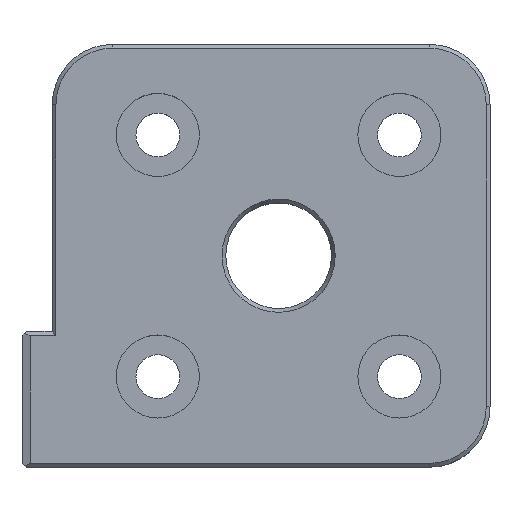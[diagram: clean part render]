
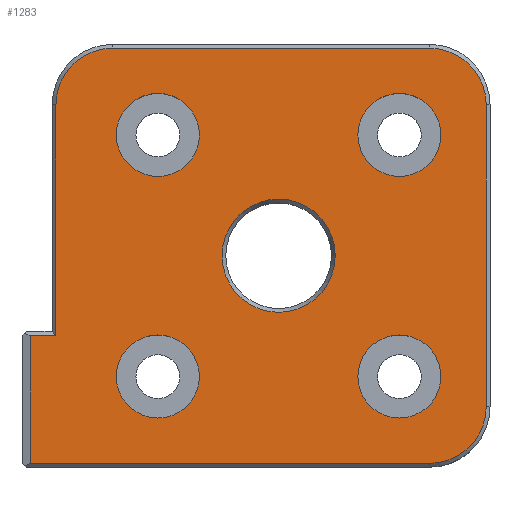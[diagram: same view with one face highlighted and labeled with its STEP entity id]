
A CAD part, top view. The second image highlights one B-rep face of the part: STEP entity #1283.
In plain terms, the highlighted planar face has unit normal (0, 0, 1).
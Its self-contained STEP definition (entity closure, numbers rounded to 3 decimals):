
#47=FACE_BOUND('',#226,.T.);
#48=FACE_BOUND('',#227,.T.);
#49=FACE_BOUND('',#228,.T.);
#50=FACE_BOUND('',#229,.T.);
#51=FACE_BOUND('',#230,.T.);
#74=CIRCLE('',#1380,3.75);
#75=CIRCLE('',#1381,3.75);
#76=CIRCLE('',#1382,3.75);
#77=CIRCLE('',#1383,3.75);
#78=CIRCLE('',#1384,2.75);
#79=CIRCLE('',#1385,2.75);
#80=CIRCLE('',#1386,2.75);
#81=CIRCLE('',#1387,2.75);
#82=CIRCLE('',#1388,2.75);
#83=CIRCLE('',#1389,2.75);
#84=CIRCLE('',#1390,2.75);
#85=CIRCLE('',#1391,2.75);
#149=FACE_OUTER_BOUND('',#225,.T.);
#225=EDGE_LOOP('',(#870,#871,#872,#873,#874,#875,#876,#877,#878));
#226=EDGE_LOOP('',(#879));
#227=EDGE_LOOP('',(#880,#881));
#228=EDGE_LOOP('',(#882,#883));
#229=EDGE_LOOP('',(#884,#885));
#230=EDGE_LOOP('',(#886,#887));
#328=LINE('',#1949,#441);
#333=LINE('',#1959,#446);
#334=LINE('',#1961,#447);
#335=LINE('',#1963,#448);
#336=LINE('',#1967,#449);
#337=LINE('',#1971,#450);
#441=VECTOR('',#1533,10.);
#446=VECTOR('',#1540,10.);
#447=VECTOR('',#1541,10.);
#448=VECTOR('',#1542,10.);
#449=VECTOR('',#1545,10.);
#450=VECTOR('',#1548,10.);
#554=VERTEX_POINT('',#1946);
#555=VERTEX_POINT('',#1948);
#559=VERTEX_POINT('',#1958);
#560=VERTEX_POINT('',#1960);
#561=VERTEX_POINT('',#1962);
#562=VERTEX_POINT('',#1964);
#563=VERTEX_POINT('',#1966);
#564=VERTEX_POINT('',#1968);
#565=VERTEX_POINT('',#1970);
#566=VERTEX_POINT('',#1973);
#567=VERTEX_POINT('',#1975);
#568=VERTEX_POINT('',#1976);
#569=VERTEX_POINT('',#1979);
#570=VERTEX_POINT('',#1980);
#571=VERTEX_POINT('',#1983);
#572=VERTEX_POINT('',#1984);
#573=VERTEX_POINT('',#1987);
#574=VERTEX_POINT('',#1988);
#678=EDGE_CURVE('',#554,#555,#328,.T.);
#683=EDGE_CURVE('',#555,#559,#333,.T.);
#684=EDGE_CURVE('',#560,#554,#334,.T.);
#685=EDGE_CURVE('',#560,#561,#335,.T.);
#686=EDGE_CURVE('',#561,#562,#74,.T.);
#687=EDGE_CURVE('',#562,#563,#336,.T.);
#688=EDGE_CURVE('',#563,#564,#75,.T.);
#689=EDGE_CURVE('',#564,#565,#337,.T.);
#690=EDGE_CURVE('',#565,#559,#76,.T.);
#691=EDGE_CURVE('',#566,#566,#77,.T.);
#692=EDGE_CURVE('',#567,#568,#78,.T.);
#693=EDGE_CURVE('',#568,#567,#79,.T.);
#694=EDGE_CURVE('',#569,#570,#80,.T.);
#695=EDGE_CURVE('',#570,#569,#81,.T.);
#696=EDGE_CURVE('',#571,#572,#82,.T.);
#697=EDGE_CURVE('',#572,#571,#83,.T.);
#698=EDGE_CURVE('',#573,#574,#84,.T.);
#699=EDGE_CURVE('',#574,#573,#85,.T.);
#870=ORIENTED_EDGE('',*,*,#683,.F.);
#871=ORIENTED_EDGE('',*,*,#678,.F.);
#872=ORIENTED_EDGE('',*,*,#684,.F.);
#873=ORIENTED_EDGE('',*,*,#685,.T.);
#874=ORIENTED_EDGE('',*,*,#686,.T.);
#875=ORIENTED_EDGE('',*,*,#687,.T.);
#876=ORIENTED_EDGE('',*,*,#688,.T.);
#877=ORIENTED_EDGE('',*,*,#689,.T.);
#878=ORIENTED_EDGE('',*,*,#690,.T.);
#879=ORIENTED_EDGE('',*,*,#691,.T.);
#880=ORIENTED_EDGE('',*,*,#692,.T.);
#881=ORIENTED_EDGE('',*,*,#693,.T.);
#882=ORIENTED_EDGE('',*,*,#694,.T.);
#883=ORIENTED_EDGE('',*,*,#695,.T.);
#884=ORIENTED_EDGE('',*,*,#696,.T.);
#885=ORIENTED_EDGE('',*,*,#697,.T.);
#886=ORIENTED_EDGE('',*,*,#698,.T.);
#887=ORIENTED_EDGE('',*,*,#699,.T.);
#1239=PLANE('',#1379);
#1283=ADVANCED_FACE('',(#149,#47,#48,#49,#50,#51),#1239,.F.);
#1379=AXIS2_PLACEMENT_3D('',#1957,#1538,#1539);
#1380=AXIS2_PLACEMENT_3D('',#1965,#1543,#1544);
#1381=AXIS2_PLACEMENT_3D('',#1969,#1546,#1547);
#1382=AXIS2_PLACEMENT_3D('',#1972,#1549,#1550);
#1383=AXIS2_PLACEMENT_3D('',#1974,#1551,#1552);
#1384=AXIS2_PLACEMENT_3D('',#1977,#1553,#1554);
#1385=AXIS2_PLACEMENT_3D('',#1978,#1555,#1556);
#1386=AXIS2_PLACEMENT_3D('',#1981,#1557,#1558);
#1387=AXIS2_PLACEMENT_3D('',#1982,#1559,#1560);
#1388=AXIS2_PLACEMENT_3D('',#1985,#1561,#1562);
#1389=AXIS2_PLACEMENT_3D('',#1986,#1563,#1564);
#1390=AXIS2_PLACEMENT_3D('',#1989,#1565,#1566);
#1391=AXIS2_PLACEMENT_3D('',#1990,#1567,#1568);
#1533=DIRECTION('',(1.,0.,0.));
#1538=DIRECTION('center_axis',(0.,0.,-1.));
#1539=DIRECTION('ref_axis',(-1.,0.,0.));
#1540=DIRECTION('',(0.,1.,0.));
#1541=DIRECTION('',(0.,1.,0.));
#1542=DIRECTION('',(1.,0.,0.));
#1543=DIRECTION('center_axis',(0.,0.,1.));
#1544=DIRECTION('ref_axis',(0.707,-0.707,0.));
#1545=DIRECTION('',(0.,1.,0.));
#1546=DIRECTION('center_axis',(0.,0.,1.));
#1547=DIRECTION('ref_axis',(0.707,0.707,0.));
#1548=DIRECTION('',(-1.,0.,0.));
#1549=DIRECTION('center_axis',(0.,0.,1.));
#1550=DIRECTION('ref_axis',(-0.707,0.707,0.));
#1551=DIRECTION('center_axis',(0.,0.,-1.));
#1552=DIRECTION('ref_axis',(1.,0.,0.));
#1553=DIRECTION('center_axis',(0.,0.,-1.));
#1554=DIRECTION('ref_axis',(1.,0.,0.));
#1555=DIRECTION('center_axis',(0.,0.,-1.));
#1556=DIRECTION('ref_axis',(1.,0.,0.));
#1557=DIRECTION('center_axis',(0.,0.,-1.));
#1558=DIRECTION('ref_axis',(1.,0.,0.));
#1559=DIRECTION('center_axis',(0.,0.,-1.));
#1560=DIRECTION('ref_axis',(1.,0.,0.));
#1561=DIRECTION('center_axis',(0.,0.,-1.));
#1562=DIRECTION('ref_axis',(1.,0.,0.));
#1563=DIRECTION('center_axis',(0.,0.,-1.));
#1564=DIRECTION('ref_axis',(1.,0.,0.));
#1565=DIRECTION('center_axis',(0.,0.,-1.));
#1566=DIRECTION('ref_axis',(1.,0.,0.));
#1567=DIRECTION('center_axis',(0.,0.,-1.));
#1568=DIRECTION('ref_axis',(1.,0.,0.));
#1946=CARTESIAN_POINT('',(-16.45,8.7,2.5));
#1948=CARTESIAN_POINT('',(-14.75,8.7,2.5));
#1949=CARTESIAN_POINT('',(1.25,8.7,2.5));
#1957=CARTESIAN_POINT('Origin',(14.,0.,2.5));
#1958=CARTESIAN_POINT('',(-14.75,24.,2.5));
#1959=CARTESIAN_POINT('',(-14.75,4.625,2.5));
#1960=CARTESIAN_POINT('',(-16.45,0.25,2.5));
#1961=CARTESIAN_POINT('',(-16.45,3.5,2.5));
#1962=CARTESIAN_POINT('',(10.,0.25,2.5));
#1963=CARTESIAN_POINT('',(7.,0.25,2.5));
#1964=CARTESIAN_POINT('',(13.75,4.,2.5));
#1965=CARTESIAN_POINT('Origin',(10.,4.,2.5));
#1966=CARTESIAN_POINT('',(13.75,24.,2.5));
#1967=CARTESIAN_POINT('',(13.75,0.,2.5));
#1968=CARTESIAN_POINT('',(10.,27.75,2.5));
#1969=CARTESIAN_POINT('Origin',(10.,24.,2.5));
#1970=CARTESIAN_POINT('',(-11.,27.75,2.5));
#1971=CARTESIAN_POINT('',(7.,27.75,2.5));
#1972=CARTESIAN_POINT('Origin',(-11.,24.,2.5));
#1973=CARTESIAN_POINT('',(-3.75,14.,2.5));
#1974=CARTESIAN_POINT('Origin',(0.,14.,2.5));
#1975=CARTESIAN_POINT('',(-5.25,6.,2.5));
#1976=CARTESIAN_POINT('',(-10.75,6.,2.5));
#1977=CARTESIAN_POINT('Origin',(-8.,6.,2.5));
#1978=CARTESIAN_POINT('Origin',(-8.,6.,2.5));
#1979=CARTESIAN_POINT('',(10.75,22.,2.5));
#1980=CARTESIAN_POINT('',(5.25,22.,2.5));
#1981=CARTESIAN_POINT('Origin',(8.,22.,2.5));
#1982=CARTESIAN_POINT('Origin',(8.,22.,2.5));
#1983=CARTESIAN_POINT('',(-5.25,22.,2.5));
#1984=CARTESIAN_POINT('',(-10.75,22.,2.5));
#1985=CARTESIAN_POINT('Origin',(-8.,22.,2.5));
#1986=CARTESIAN_POINT('Origin',(-8.,22.,2.5));
#1987=CARTESIAN_POINT('',(10.75,6.,2.5));
#1988=CARTESIAN_POINT('',(5.25,6.,2.5));
#1989=CARTESIAN_POINT('Origin',(8.,6.,2.5));
#1990=CARTESIAN_POINT('Origin',(8.,6.,2.5));
